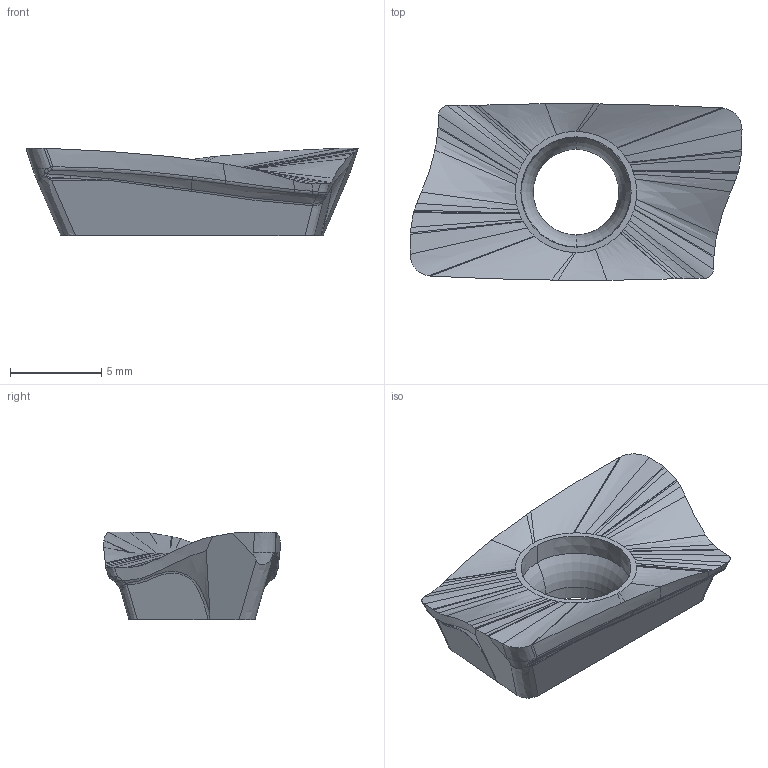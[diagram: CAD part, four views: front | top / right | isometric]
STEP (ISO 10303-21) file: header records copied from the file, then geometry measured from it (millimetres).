
FILE_DESCRIPTION(/* description */ (''),/* implementation_level */ '2;1');
FILE_NAME(/* name */ 'AOMT184812PEER-M.stp',/* time_stamp */ '2021-09-07T08:29:18+09:00',/* author */ (''),/* organization */ (''),/* preprocessor_version */ 'ST-DEVELOPER v16',/* originating_system */ 'SIEMENS PLM Software NX 10.0',/* authorisation */ '');
FILE_SCHEMA (('AUTOMOTIVE_DESIGN { 1 0 10303 214 3 1 1 1 }'));
Length unit declared in the file: millimetre
Products named in the file (1): AOMT184812PEER-M
Bounding box: 18.18 x 9.67 x 4.8 mm (x, y, z)
Volume: 389.4 mm3; surface area: 474.9 mm2
Topology: 1 solids, 1 shells, 144 faces, 430 edges, 341 vertices
Faces by surface type: bspline 116, plane 12, extrusion 6, cone 4, sphere 2, cylinder 2, torus 2
Entity records: 15684 total; most frequent: CARTESIAN_POINT 12781, ORIENTED_EDGE 758, EDGE_CURVE 379, B_SPLINE_CURVE_WITH_KNOTS 326, VERTEX_POINT 237, DIRECTION 177, EDGE_LOOP 146, ADVANCED_FACE 144
